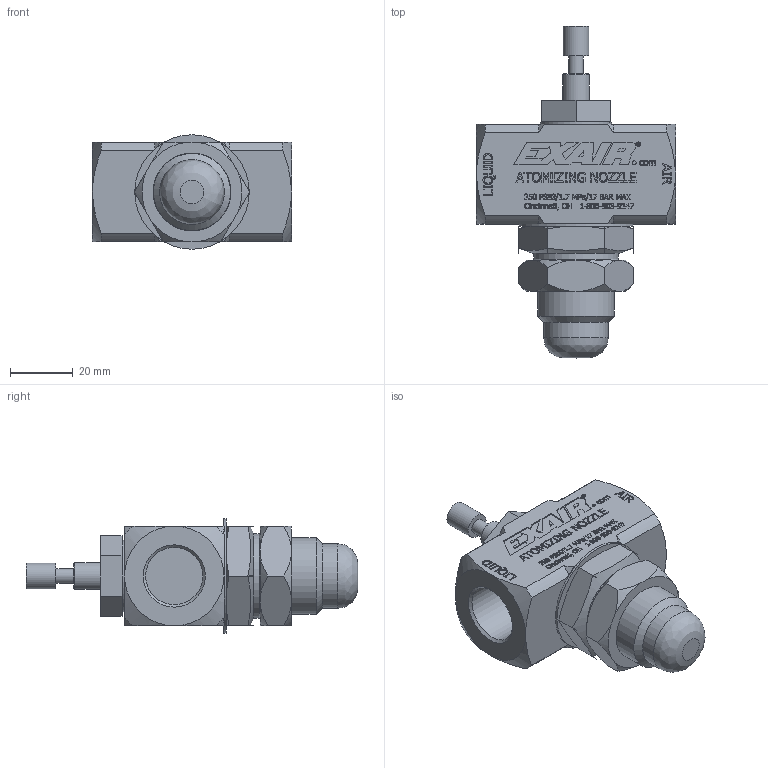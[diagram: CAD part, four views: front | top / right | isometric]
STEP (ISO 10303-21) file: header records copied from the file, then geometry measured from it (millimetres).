
FILE_DESCRIPTION(/* description */ (''),/* implementation_level */ '2;1');
FILE_NAME(/* name */ 'AW5020SS.stp',/* time_stamp */ '2016-08-05T11:35:35-04:00',/* author */ ('Ryan Longshore'),/* organization */ (''),/* preprocessor_version */ 'ST-DEVELOPER v16.5',/* originating_system */ 'Autodesk Inventor 2017',/* authorisation */ '');
FILE_SCHEMA (('AUTOMOTIVE_DESIGN { 1 0 10303 214 3 1 1 }'));
Length unit declared in the file: inch
Products named in the file (9): AW5020SS; 901529; 901524; 901532-10; 901548-W200; 901534; 901530; 901541; 901542
Assembly tree (8 placements, depth 2):
  AW5020SS
    901529
    901524
    901532-10
    901548-W200
    901534
    901530
    901541
    901542
Bounding box: 63.5 x 105.9 x 36.51 mm (x, y, z)
Volume: 82376.3 mm3; surface area: 30164.7 mm2
Topology: 8 solids, 8 shells, 1443 faces, 3821 edges, 2537 vertices
Faces by surface type: plane 872, bspline 444, cylinder 69, cone 57, torus 1
Full cylindrical faces by diameter (mm): 4.75 x8, 4.763 x1, 6.35 x2, 7.925 x2, 8.128 x1, 8.433 x1, 8.611 x1, 9.525 x1, 10.668 x2, 11.112 x1, 11.906 x1, 13.191 x1, 14.287 x1, 15.875 x3, 15.984 x2, 16.669 x1, 18.256 x2, 19.032 x1, 20.637 x1, 22.225 x2, 22.86 x1, 24.606 x1, 24.816 x1, 26.987 x2, 27.686 x1, 28.545 x1, 28.557 x1, 36.512 x1
Entity records: 46744 total; most frequent: CARTESIAN_POINT 13940, ORIENTED_EDGE 7498, DIRECTION 5014, EDGE_CURVE 3749, LINE 2600, VECTOR 2600, VERTEX_POINT 2533, EDGE_LOOP 1680
